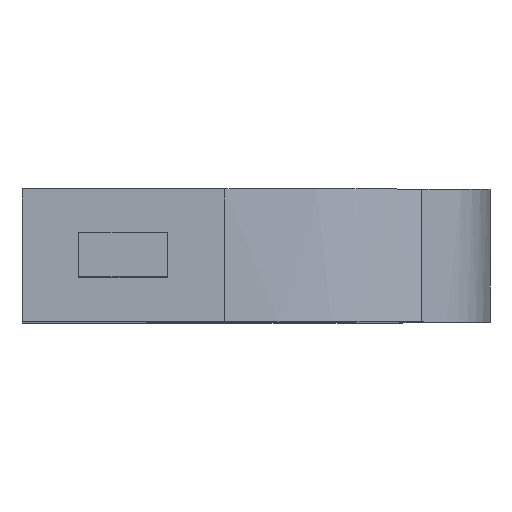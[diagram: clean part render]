
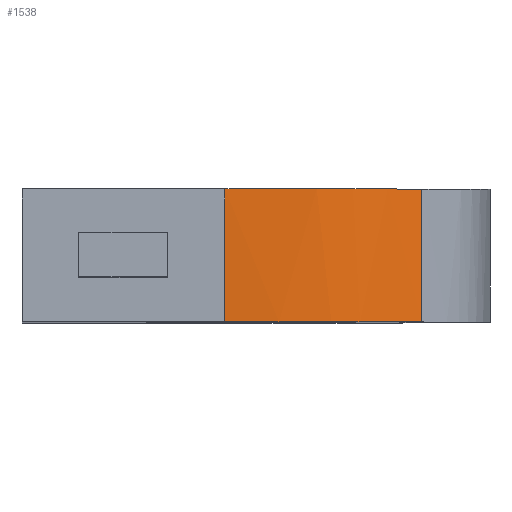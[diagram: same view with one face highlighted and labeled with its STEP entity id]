
A CAD part, top view. The second image highlights one B-rep face of the part: STEP entity #1538.
In plain terms, the highlighted free-form (B-spline) face has degree [3, 1] with [5, 2] control points.
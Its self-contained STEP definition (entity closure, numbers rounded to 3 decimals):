
#46=B_SPLINE_SURFACE_WITH_KNOTS('',3,1,((#2499,#2500),(#2501,#2502),(#2503,
#2504),(#2505,#2506),(#2507,#2508)),.UNSPECIFIED.,.F.,.F.,.F.,(4,1,4),(2,
2),(-0.929,-0.414,0.),(-0.3,0.3),.UNSPECIFIED.);
#91=B_SPLINE_CURVE_WITH_KNOTS('',3,(#1939,#1940,#1941,#1942,#1943),
 .UNSPECIFIED.,.F.,.F.,(4,1,4),(0.,0.414,0.929),
 .UNSPECIFIED.);
#131=B_SPLINE_CURVE_WITH_KNOTS('',3,(#2510,#2511,#2512,#2513,#2514),
 .UNSPECIFIED.,.F.,.F.,(4,1,4),(-0.929,-0.414,0.),
 .UNSPECIFIED.);
#221=FACE_OUTER_BOUND('',#308,.T.);
#308=EDGE_LOOP('',(#1190,#1191,#1192,#1193));
#422=LINE('',#2498,#551);
#423=LINE('',#2515,#552);
#551=VECTOR('',#1729,10.);
#552=VECTOR('',#1730,10.);
#626=VERTEX_POINT('',#1866);
#640=VERTEX_POINT('',#1933);
#694=VERTEX_POINT('',#2492);
#695=VERTEX_POINT('',#2509);
#798=EDGE_CURVE('',#640,#626,#91,.T.);
#885=EDGE_CURVE('',#640,#694,#422,.T.);
#886=EDGE_CURVE('',#695,#694,#131,.T.);
#887=EDGE_CURVE('',#626,#695,#423,.T.);
#1190=ORIENTED_EDGE('',*,*,#885,.T.);
#1191=ORIENTED_EDGE('',*,*,#886,.F.);
#1192=ORIENTED_EDGE('',*,*,#887,.F.);
#1193=ORIENTED_EDGE('',*,*,#798,.F.);
#1538=ADVANCED_FACE('',(#221),#46,.T.);
#1729=DIRECTION('',(0.,1.,0.));
#1730=DIRECTION('',(0.,1.,0.));
#1866=CARTESIAN_POINT('',(11.725,-3.,30.));
#1933=CARTESIAN_POINT('',(20.608,-3.,27.693));
#1939=CARTESIAN_POINT('Ctrl Pts',(20.608,-3.,27.693));
#1940=CARTESIAN_POINT('Ctrl Pts',(19.381,-3.,28.364));
#1941=CARTESIAN_POINT('Ctrl Pts',(16.626,-3.,29.871));
#1942=CARTESIAN_POINT('Ctrl Pts',(13.474,-3.,29.954));
#1943=CARTESIAN_POINT('Ctrl Pts',(11.725,-3.,30.));
#2492=CARTESIAN_POINT('',(20.608,3.,27.693));
#2498=CARTESIAN_POINT('',(20.608,0.,27.693));
#2499=CARTESIAN_POINT('Ctrl Pts',(11.725,-3.,30.));
#2500=CARTESIAN_POINT('Ctrl Pts',(11.725,3.,30.));
#2501=CARTESIAN_POINT('Ctrl Pts',(13.474,-3.,29.954));
#2502=CARTESIAN_POINT('Ctrl Pts',(13.474,3.,29.954));
#2503=CARTESIAN_POINT('Ctrl Pts',(16.626,-3.,29.871));
#2504=CARTESIAN_POINT('Ctrl Pts',(16.626,3.,29.871));
#2505=CARTESIAN_POINT('Ctrl Pts',(19.381,-3.,28.364));
#2506=CARTESIAN_POINT('Ctrl Pts',(19.381,3.,28.364));
#2507=CARTESIAN_POINT('Ctrl Pts',(20.608,-3.,27.693));
#2508=CARTESIAN_POINT('Ctrl Pts',(20.608,3.,27.693));
#2509=CARTESIAN_POINT('',(11.725,3.,30.));
#2510=CARTESIAN_POINT('Ctrl Pts',(11.725,3.,30.));
#2511=CARTESIAN_POINT('Ctrl Pts',(13.474,3.,29.954));
#2512=CARTESIAN_POINT('Ctrl Pts',(16.626,3.,29.871));
#2513=CARTESIAN_POINT('Ctrl Pts',(19.381,3.,28.364));
#2514=CARTESIAN_POINT('Ctrl Pts',(20.608,3.,27.693));
#2515=CARTESIAN_POINT('',(11.725,0.,30.));
